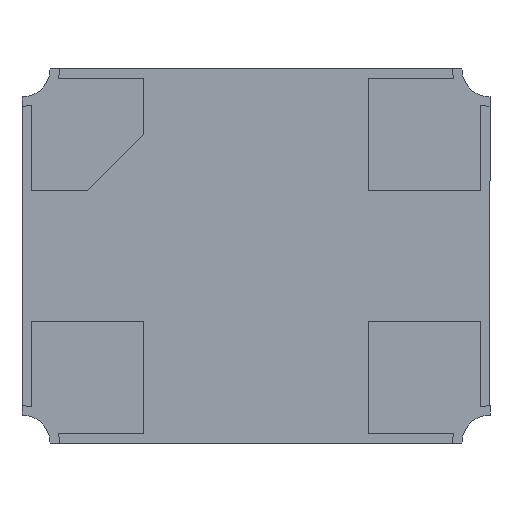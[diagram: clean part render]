
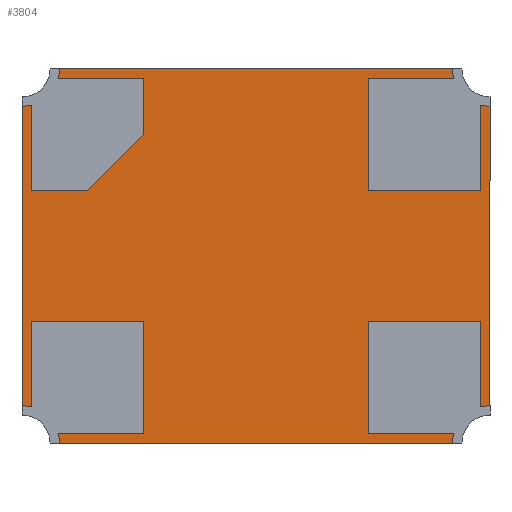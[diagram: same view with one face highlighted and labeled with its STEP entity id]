
A CAD part, front view. The second image highlights one B-rep face of the part: STEP entity #3804.
In plain terms, the highlighted planar face has unit normal (0, -1, 0).
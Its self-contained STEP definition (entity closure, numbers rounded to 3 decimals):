
#34 = CARTESIAN_POINT ( 'NONE',  ( -1.25, 0., 0.85 ) ) ;
#348 = VERTEX_POINT ( 'NONE', #5734 ) ;
#428 = AXIS2_PLACEMENT_3D ( 'NONE', #3637, #9872, #4535 ) ;
#653 = VECTOR ( 'NONE', #6579, 1000. ) ;
#1085 = CIRCLE ( 'NONE', #7430, 0.2 ) ;
#1117 = CARTESIAN_POINT ( 'NONE',  ( 1.05, 0., 1. ) ) ;
#1256 = VERTEX_POINT ( 'NONE', #8396 ) ;
#1348 = VECTOR ( 'NONE', #5433, 1000. ) ;
#1625 = CIRCLE ( 'NONE', #428, 0.2 ) ;
#1850 = CARTESIAN_POINT ( 'NONE',  ( -1.05, 0., -1. ) ) ;
#1956 = VERTEX_POINT ( 'NONE', #10966 ) ;
#1980 = VERTEX_POINT ( 'NONE', #10229 ) ;
#2141 = ORIENTED_EDGE ( 'NONE', *, *, #6718, .T. ) ;
#2315 = AXIS2_PLACEMENT_3D ( 'NONE', #2568, #8801, #3483 ) ;
#2568 = CARTESIAN_POINT ( 'NONE',  ( 1.25, 0., 1. ) ) ;
#2663 = ORIENTED_EDGE ( 'NONE', *, *, #4866, .T. ) ;
#2722 = VERTEX_POINT ( 'NONE', #1850 ) ;
#3017 = VERTEX_POINT ( 'NONE', #4613 ) ;
#3483 = DIRECTION ( 'NONE',  ( 0., 0., -1. ) ) ;
#3513 = DIRECTION ( 'NONE',  ( 0., 1., 0. ) ) ;
#3534 = AXIS2_PLACEMENT_3D ( 'NONE', #5879, #9619, #4285 ) ;
#3637 = CARTESIAN_POINT ( 'NONE',  ( 1.25, 0., -1. ) ) ;
#3708 = LINE ( 'NONE', #6281, #1348 ) ;
#3767 = CARTESIAN_POINT ( 'NONE',  ( 1.25, 0., -0.85 ) ) ;
#3804 = ADVANCED_FACE ( 'NONE', ( #10384 ), #4232, .F. ) ;
#4232 = PLANE ( 'NONE',  #3534 ) ;
#4261 = ORIENTED_EDGE ( 'NONE', *, *, #11439, .F. ) ;
#4285 = DIRECTION ( 'NONE',  ( 0., 0., 1. ) ) ;
#4321 = ORIENTED_EDGE ( 'NONE', *, *, #6738, .F. ) ;
#4437 = CARTESIAN_POINT ( 'NONE',  ( -1.25, 0., 1. ) ) ;
#4530 = VERTEX_POINT ( 'NONE', #8082 ) ;
#4535 = DIRECTION ( 'NONE',  ( 0., 0., 1. ) ) ;
#4587 = VERTEX_POINT ( 'NONE', #1117 ) ;
#4613 = CARTESIAN_POINT ( 'NONE',  ( 1.25, 0., 0.8 ) ) ;
#4626 = ORIENTED_EDGE ( 'NONE', *, *, #10099, .F. ) ;
#4643 = CARTESIAN_POINT ( 'NONE',  ( 1.1, 0., 1. ) ) ;
#4866 = EDGE_CURVE ( 'NONE', #4530, #1956, #10994, .T. ) ;
#5334 = DIRECTION ( 'NONE',  ( 0., 0., 1. ) ) ;
#5433 = DIRECTION ( 'NONE',  ( -1., 0., 0. ) ) ;
#5570 = DIRECTION ( 'NONE',  ( 0., 0., -1. ) ) ;
#5628 = LINE ( 'NONE', #3767, #10082 ) ;
#5734 = CARTESIAN_POINT ( 'NONE',  ( 1.05, 0., -1. ) ) ;
#5879 = CARTESIAN_POINT ( 'NONE',  ( 1.25, 0., -1. ) ) ;
#6226 = ORIENTED_EDGE ( 'NONE', *, *, #8228, .T. ) ;
#6281 = CARTESIAN_POINT ( 'NONE',  ( -1.1, 0., -1. ) ) ;
#6579 = DIRECTION ( 'NONE',  ( 1., 0., 0. ) ) ;
#6697 = ORIENTED_EDGE ( 'NONE', *, *, #10725, .F. ) ;
#6718 = EDGE_CURVE ( 'NONE', #348, #1980, #1625, .T. ) ;
#6738 = EDGE_CURVE ( 'NONE', #348, #2722, #3708, .T. ) ;
#7337 = VECTOR ( 'NONE', #9869, 1000. ) ;
#7430 = AXIS2_PLACEMENT_3D ( 'NONE', #8831, #3513, #9731 ) ;
#7616 = LINE ( 'NONE', #34, #7337 ) ;
#7636 = EDGE_LOOP ( 'NONE', ( #4321, #2141, #9605, #4626, #4261, #2663, #6697, #6226 ) ) ;
#7730 = LINE ( 'NONE', #4643, #653 ) ;
#8082 = CARTESIAN_POINT ( 'NONE',  ( -1.05, 0., 1. ) ) ;
#8228 = EDGE_CURVE ( 'NONE', #1256, #2722, #1085, .T. ) ;
#8396 = CARTESIAN_POINT ( 'NONE',  ( -1.25, 0., -0.8 ) ) ;
#8801 = DIRECTION ( 'NONE',  ( 0., -1., 0. ) ) ;
#8831 = CARTESIAN_POINT ( 'NONE',  ( -1.25, 0., -1. ) ) ;
#9605 = ORIENTED_EDGE ( 'NONE', *, *, #10276, .F. ) ;
#9619 = DIRECTION ( 'NONE',  ( 0., 1., 0. ) ) ;
#9666 = CIRCLE ( 'NONE', #2315, 0.2 ) ;
#9731 = DIRECTION ( 'NONE',  ( 0., 0., 1. ) ) ;
#9869 = DIRECTION ( 'NONE',  ( 0., 0., 1. ) ) ;
#9872 = DIRECTION ( 'NONE',  ( 0., 1., 0. ) ) ;
#9952 = AXIS2_PLACEMENT_3D ( 'NONE', #4437, #10659, #5334 ) ;
#10082 = VECTOR ( 'NONE', #5570, 1000. ) ;
#10099 = EDGE_CURVE ( 'NONE', #4587, #3017, #9666, .T. ) ;
#10229 = CARTESIAN_POINT ( 'NONE',  ( 1.25, 0., -0.8 ) ) ;
#10276 = EDGE_CURVE ( 'NONE', #3017, #1980, #5628, .T. ) ;
#10384 = FACE_OUTER_BOUND ( 'NONE', #7636, .T. ) ;
#10659 = DIRECTION ( 'NONE',  ( 0., 1., 0. ) ) ;
#10725 = EDGE_CURVE ( 'NONE', #1256, #1956, #7616, .T. ) ;
#10966 = CARTESIAN_POINT ( 'NONE',  ( -1.25, 0., 0.8 ) ) ;
#10994 = CIRCLE ( 'NONE', #9952, 0.2 ) ;
#11439 = EDGE_CURVE ( 'NONE', #4530, #4587, #7730, .T. ) ;
